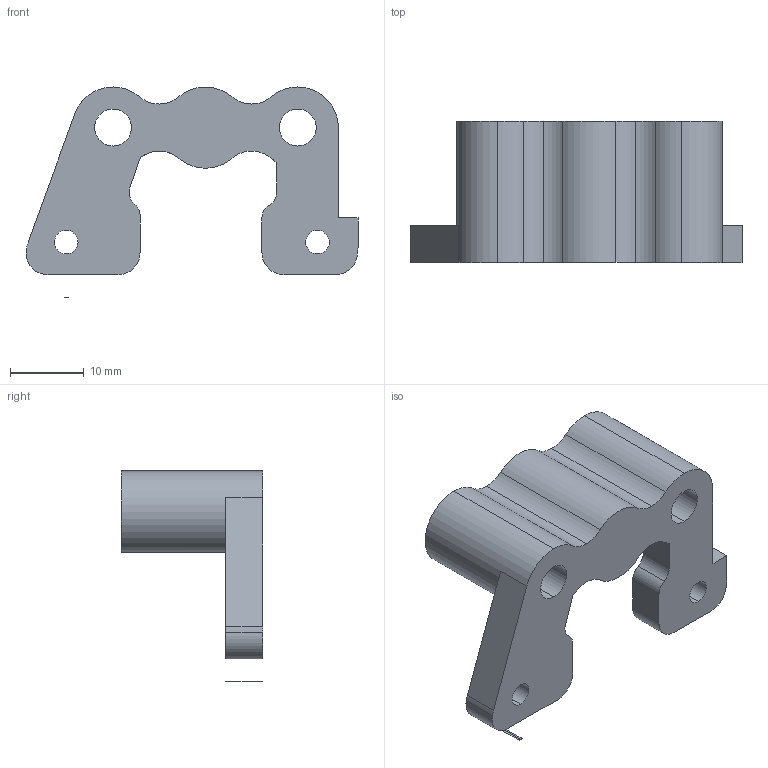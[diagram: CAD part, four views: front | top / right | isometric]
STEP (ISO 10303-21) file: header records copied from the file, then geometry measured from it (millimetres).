
FILE_DESCRIPTION (( 'STEP AP214' ), '1' );
FILE_NAME ('TC-HEMERA-DOCK-BRACKET.STEP', '2021-08-15T09:24:40', ( '' ), ( '' ), 'SwSTEP 2.0', 'SolidWorks 2020', '' );
FILE_SCHEMA (( 'AUTOMOTIVE_DESIGN' ));
Length unit declared in the file: millimetre
Products named in the file (1): TC-HEMERA-DOCK-BRACKET
Bounding box: 44.95 x 19.1 x 28.45 mm (x, y, z)
Volume: 6942.2 mm3; surface area: 4068.1 mm2
Topology: 2 solids, 2 shells, 59 faces, 158 edges, 104 vertices
Faces by surface type: cylinder 37, plane 18, cone 4
Entity records: 1941 total; most frequent: DIRECTION 360, CARTESIAN_POINT 322, ORIENTED_EDGE 316, EDGE_CURVE 158, AXIS2_PLACEMENT_3D 142, VERTEX_POINT 104, CIRCLE 82, VECTOR 76
